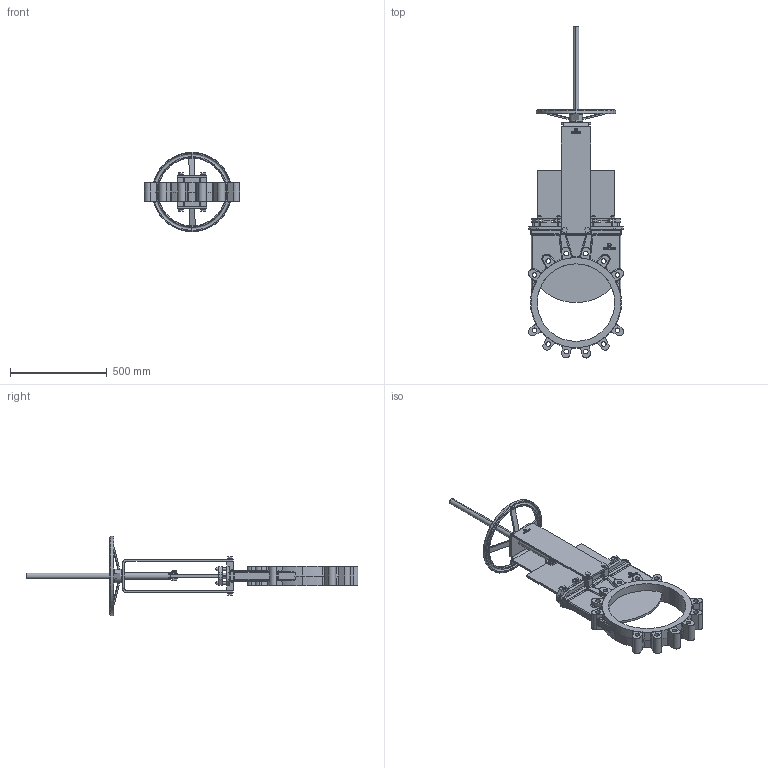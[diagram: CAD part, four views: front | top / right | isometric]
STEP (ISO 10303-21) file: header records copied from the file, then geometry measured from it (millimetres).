
FILE_DESCRIPTION (( 'STEP AP214' ), '1' );
FILE_NAME ('EX DN400_CAST IRON_HANDWHEEL_RS.STEP', '2011-11-25T07:34:57', ( 'user' ), ( '' ), 'SwSTEP 2.0', 'SolidWorks 2010', '' );
FILE_SCHEMA (( 'AUTOMOTIVE_DESIGN' ));
Length unit declared in the file: millimetre
Products named in the file (1): EX DN400_CAST IRON_HANDWHEEL_RS
Bounding box: 490.99 x 1712.78 x 409.7 mm (x, y, z)
Surface area: 1888274.8 mm2 (no closed solid volume)
Topology: 0 solids, 36 shells, 954 faces, 3173 edges, 2223 vertices
Faces by surface type: plane 397, cylinder 322, bspline 124, torus 78, cone 33
Entity records: 63635 total; most frequent: CARTESIAN_POINT 26392, DIRECTION 5327, ORIENTED_EDGE 5316, EDGE_CURVE 3169, VERTEX_POINT 2223, AXIS2_PLACEMENT_3D 1798, VECTOR 1731, LINE 1731
